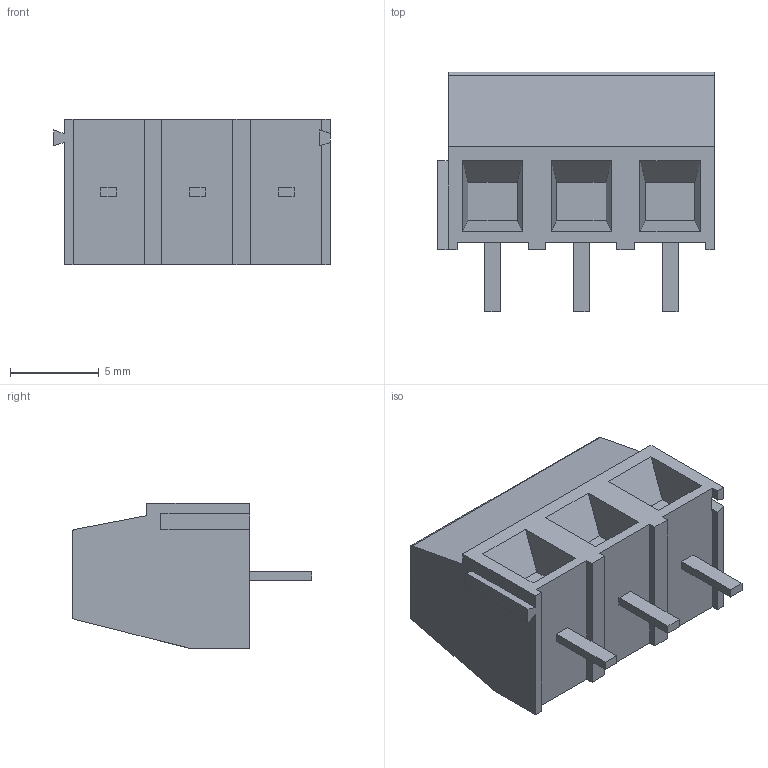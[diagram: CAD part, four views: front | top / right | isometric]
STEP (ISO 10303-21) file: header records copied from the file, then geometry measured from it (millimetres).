
FILE_DESCRIPTION((''),'2;1');
FILE_NAME('C-1546216-3','2015-07-31T',('workeradm'),('Tyco Electronics Ltd.'),'PRO/ENGINEER BY PARAMETRIC TECHNOLOGY CORPORATION, 2014090','PRO/ENGINEER BY PARAMETRIC TECHNOLOGY CORPORATION, 2014090','');
FILE_SCHEMA(('AUTOMOTIVE_DESIGN { 1 0 10303 214 1 1 1 1 }'));
Length unit declared in the file: millimetre
Products named in the file (1): C-1546216-3
Bounding box: 15.6 x 13.5 x 8.2 mm (x, y, z)
Volume: 933 mm3; surface area: 843.6 mm2
Topology: 1 solids, 1 shells, 123 faces, 306 edges, 204 vertices
Faces by surface type: plane 103, bspline 12, cylinder 8
Entity records: 4122 total; most frequent: CARTESIAN_POINT 1027, ORIENTED_EDGE 612, DIRECTION 566, EDGE_CURVE 306, VECTOR 236, LINE 236, VERTEX_POINT 204, AXIS2_PLACEMENT_3D 165
